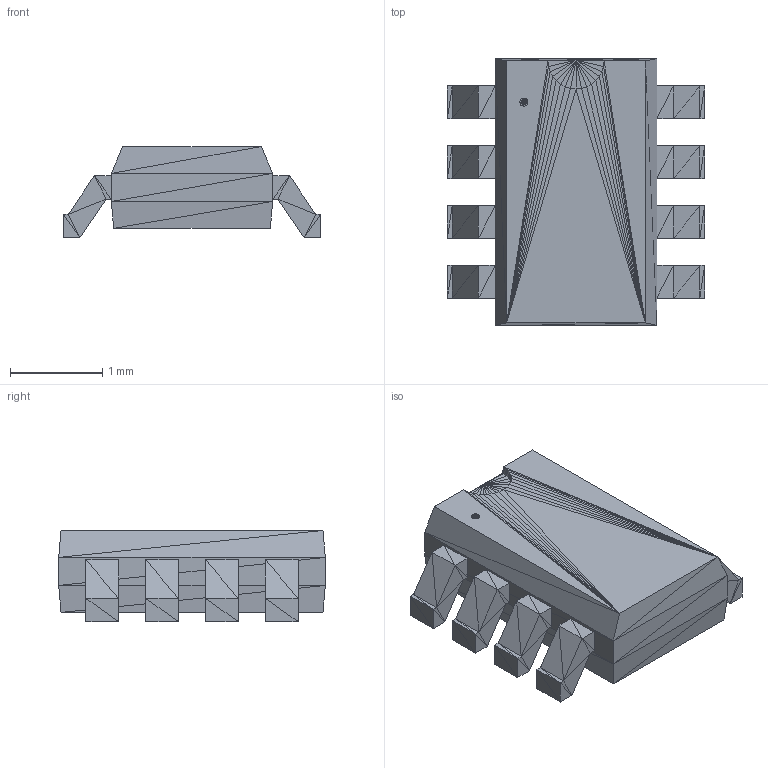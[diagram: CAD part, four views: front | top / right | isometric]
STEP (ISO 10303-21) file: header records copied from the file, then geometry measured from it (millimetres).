
FILE_DESCRIPTION(('STEP AP214'),'1');
FILE_NAME('TSOT-23_TS8-M','2017-03-04T21:32:53',(''),(''),'','','');
FILE_SCHEMA(('AUTOMOTIVE_DESIGN'));
Length unit declared in the file: millimetre
Products named in the file (1): product
Bounding box: 2.79 x 2.9 x 0.99 mm (x, y, z)
Surface area: 26.1 mm2 (no closed solid volume)
Topology: 0 solids, 453 shells, 453 faces, 1359 edges, 1359 vertices
Faces by surface type: plane 453
Entity records: 15008 total; most frequent: CARTESIAN_POINT 3172, DIRECTION 2267, ORIENTED_EDGE 1359, EDGE_CURVE 1359, VERTEX_POINT 1359, LINE 1359, VECTOR 1359, AXIS2_PLACEMENT_3D 454
